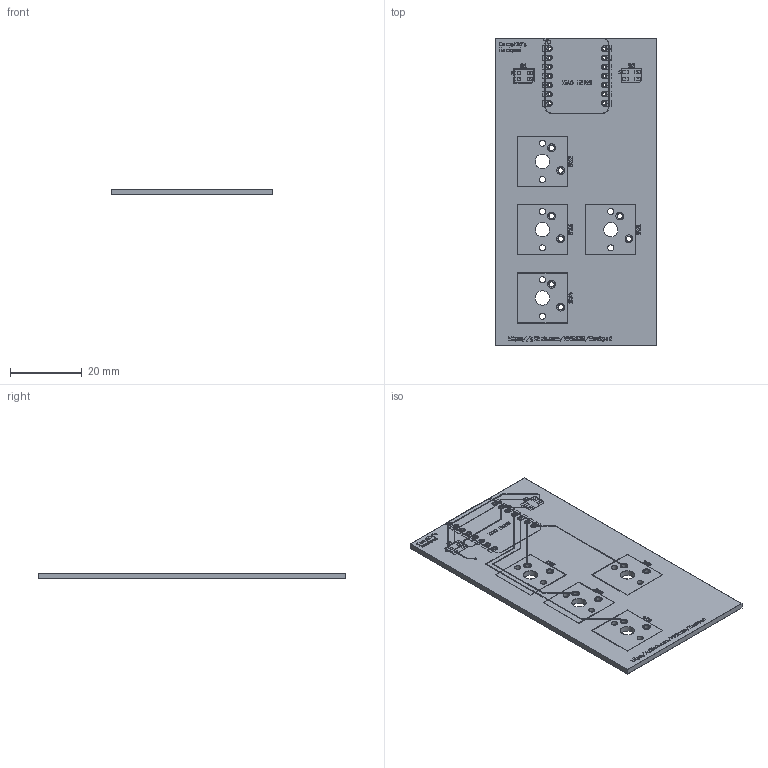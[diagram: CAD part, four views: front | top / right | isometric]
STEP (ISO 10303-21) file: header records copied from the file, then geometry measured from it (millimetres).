
FILE_DESCRIPTION(('KiCad electronic assembly'),'2;1');
FILE_NAME('Hackpad.step','2025-11-29T22:03:11',('Pcbnew'),('Kicad'), 'Open CASCADE STEP processor 7.8','KiCad to STEP converter','Unknown' );
FILE_SCHEMA(('AUTOMOTIVE_DESIGN { 1 0 10303 214 1 1 1 1 }'));
Length unit declared in the file: millimetre
Products named in the file (8): Hackpad 1; Hackpad_copper; Hackpad_pad; Hackpad_via; Hackpad_silkscreen; Hackpad_soldermask; Hackpad_PCB
Assembly tree (7 placements, depth 2):
  Hackpad 1
    Hackpad_copper
    Hackpad_pad
    Hackpad_via
    Hackpad_silkscreen
    Hackpad_soldermask
    Hackpad_soldermask
    Hackpad_PCB
Bounding box: 45.1 x 85.9 x 1.64 mm (x, y, z)
Volume: 5722.8 mm3; surface area: 16434.4 mm2
Topology: 104 solids, 195 shells, 832 faces, 3456 edges, 2923 vertices
Faces by surface type: plane 559, cylinder 273
Full cylindrical faces by diameter (mm): 0.25 x1, 0.275 x2, 0.3 x1, 0.839 x42, 0.889 x28, 1.45 x24, 1.5 x16, 1.524 x28, 1.7 x8, 2.2 x16, 4 x4
Entity records: 38576 total; most frequent: CARTESIAN_POINT 7219, DIRECTION 6164, ORIENTED_EDGE 5055, EDGE_CURVE 3456, VERTEX_POINT 2923, LINE 2428, VECTOR 2428, AXIS2_PLACEMENT_3D 1868
